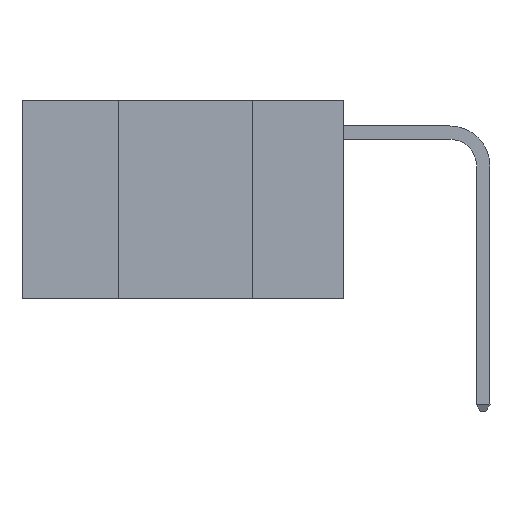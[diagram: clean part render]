
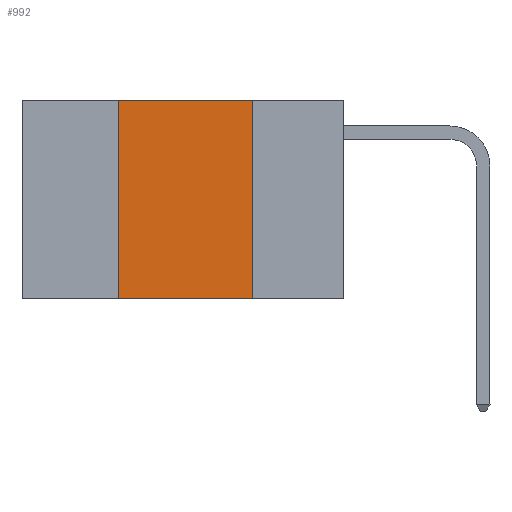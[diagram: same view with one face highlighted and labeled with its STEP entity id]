
A CAD part, left-side view. The second image highlights one B-rep face of the part: STEP entity #992.
In plain terms, the highlighted planar face has unit normal (-1, 0, 0).
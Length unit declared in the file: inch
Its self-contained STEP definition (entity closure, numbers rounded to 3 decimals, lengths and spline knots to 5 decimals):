
#436 = VECTOR ( 'NONE', #19136, 39.37008 ) ;
#620 = DIRECTION ( 'NONE',  ( 0., -1., 0. ) ) ;
#992 = ADVANCED_FACE ( 'NONE', ( #13633 ), #7052, .F. ) ;
#1023 = CARTESIAN_POINT ( 'NONE',  ( 0., 0.6, -0.37 ) ) ;
#1276 = DIRECTION ( 'NONE',  ( 0., 0., -1. ) ) ;
#2133 = EDGE_CURVE ( 'NONE', #17578, #19936, #14159, .T. ) ;
#2210 = DIRECTION ( 'NONE',  ( 1., 0., 0. ) ) ;
#2258 = CARTESIAN_POINT ( 'NONE',  ( 0., 0.42, 0. ) ) ;
#2308 = CARTESIAN_POINT ( 'NONE',  ( 0., 0.6, 0. ) ) ;
#2363 = ORIENTED_EDGE ( 'NONE', *, *, #16286, .T. ) ;
#3871 = CARTESIAN_POINT ( 'NONE',  ( 0., 0.6, 0. ) ) ;
#5773 = DIRECTION ( 'NONE',  ( 0., 0., -1. ) ) ;
#5821 = LINE ( 'NONE', #16171, #21079 ) ;
#6913 = VERTEX_POINT ( 'NONE', #17507 ) ;
#7052 = PLANE ( 'NONE',  #16588 ) ;
#7550 = EDGE_CURVE ( 'NONE', #19936, #13347, #20301, .T. ) ;
#7726 = CARTESIAN_POINT ( 'NONE',  ( 0., 0.17, 0. ) ) ;
#10831 = LINE ( 'NONE', #1023, #16942 ) ;
#11554 = EDGE_CURVE ( 'NONE', #13347, #6913, #5821, .T. ) ;
#12943 = CARTESIAN_POINT ( 'NONE',  ( 0., 0.42, 0. ) ) ;
#13347 = VERTEX_POINT ( 'NONE', #7726 ) ;
#13600 = ORIENTED_EDGE ( 'NONE', *, *, #11554, .F. ) ;
#13633 = FACE_OUTER_BOUND ( 'NONE', #20549, .T. ) ;
#14094 = VECTOR ( 'NONE', #620, 39.37008 ) ;
#14159 = LINE ( 'NONE', #12943, #436 ) ;
#14200 = DIRECTION ( 'NONE',  ( 0., -1., 0. ) ) ;
#14228 = CARTESIAN_POINT ( 'NONE',  ( 0., 0.42, -0.37 ) ) ;
#16171 = CARTESIAN_POINT ( 'NONE',  ( 0., 0.17, 0. ) ) ;
#16286 = EDGE_CURVE ( 'NONE', #17578, #6913, #10831, .T. ) ;
#16588 = AXIS2_PLACEMENT_3D ( 'NONE', #2308, #2210, #5773 ) ;
#16942 = VECTOR ( 'NONE', #14200, 39.37008 ) ;
#17507 = CARTESIAN_POINT ( 'NONE',  ( 0., 0.17, -0.37 ) ) ;
#17578 = VERTEX_POINT ( 'NONE', #14228 ) ;
#18281 = ORIENTED_EDGE ( 'NONE', *, *, #2133, .F. ) ;
#19136 = DIRECTION ( 'NONE',  ( 0., 0., 1. ) ) ;
#19936 = VERTEX_POINT ( 'NONE', #2258 ) ;
#20301 = LINE ( 'NONE', #3871, #14094 ) ;
#20549 = EDGE_LOOP ( 'NONE', ( #13600, #20779, #18281, #2363 ) ) ;
#20779 = ORIENTED_EDGE ( 'NONE', *, *, #7550, .F. ) ;
#21079 = VECTOR ( 'NONE', #1276, 39.37008 ) ;
